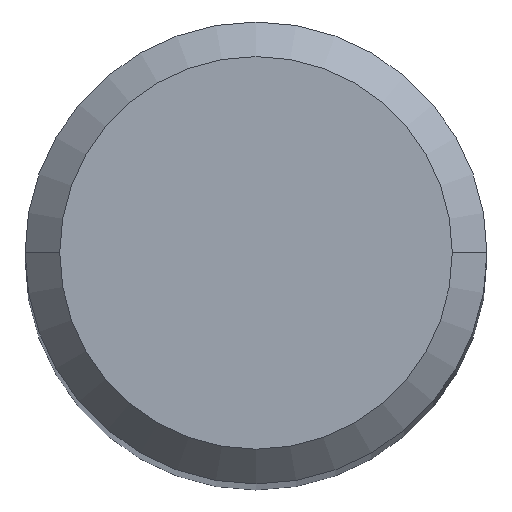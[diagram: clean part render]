
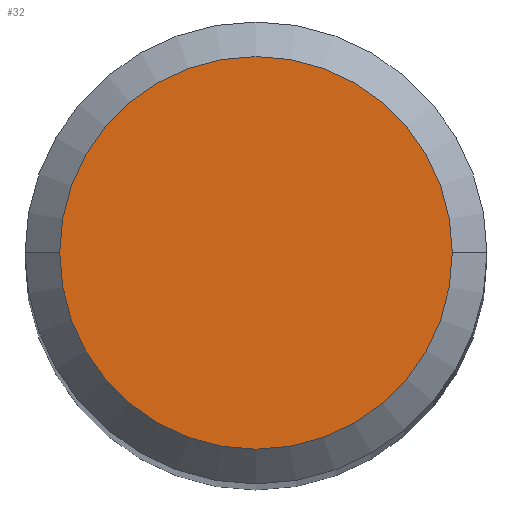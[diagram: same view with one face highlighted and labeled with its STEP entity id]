
A CAD part, top view. The second image highlights one B-rep face of the part: STEP entity #32.
In plain terms, the highlighted planar face has unit normal (0, 0, 1).
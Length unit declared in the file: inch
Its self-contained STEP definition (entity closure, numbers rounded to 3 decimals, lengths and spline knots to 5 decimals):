
#32 = ADVANCED_FACE ( 'NONE', ( #462 ), #80, .F. ) ;
#43 = CARTESIAN_POINT ( 'NONE',  ( 0., 0., 0. ) ) ;
#53 = VERTEX_POINT ( 'NONE', #374 ) ;
#80 = PLANE ( 'NONE',  #308 ) ;
#86 = EDGE_CURVE ( 'NONE', #53, #381, #410, .T. ) ;
#103 = AXIS2_PLACEMENT_3D ( 'NONE', #239, #155, #118 ) ;
#118 = DIRECTION ( 'NONE',  ( 1., 0., 0. ) ) ;
#155 = DIRECTION ( 'NONE',  ( 0., 0., 1. ) ) ;
#156 = ORIENTED_EDGE ( 'NONE', *, *, #86, .T. ) ;
#189 = DIRECTION ( 'NONE',  ( 1., 0., 0. ) ) ;
#236 = DIRECTION ( 'NONE',  ( 0., 0., -1. ) ) ;
#239 = CARTESIAN_POINT ( 'NONE',  ( 0., 0., 0. ) ) ;
#241 = CIRCLE ( 'NONE', #294, 0.10625 ) ;
#266 = CARTESIAN_POINT ( 'NONE',  ( 0., 0., 0. ) ) ;
#277 = ORIENTED_EDGE ( 'NONE', *, *, #404, .T. ) ;
#294 = AXIS2_PLACEMENT_3D ( 'NONE', #266, #414, #189 ) ;
#308 = AXIS2_PLACEMENT_3D ( 'NONE', #43, #236, #380 ) ;
#370 = CARTESIAN_POINT ( 'NONE',  ( -0.10625, 0., 0. ) ) ;
#374 = CARTESIAN_POINT ( 'NONE',  ( 0.10625, 0., 0. ) ) ;
#380 = DIRECTION ( 'NONE',  ( -1., 0., 0. ) ) ;
#381 = VERTEX_POINT ( 'NONE', #370 ) ;
#404 = EDGE_CURVE ( 'NONE', #381, #53, #241, .T. ) ;
#410 = CIRCLE ( 'NONE', #103, 0.10625 ) ;
#414 = DIRECTION ( 'NONE',  ( 0., 0., 1. ) ) ;
#462 = FACE_OUTER_BOUND ( 'NONE', #463, .T. ) ;
#463 = EDGE_LOOP ( 'NONE', ( #277, #156 ) ) ;
